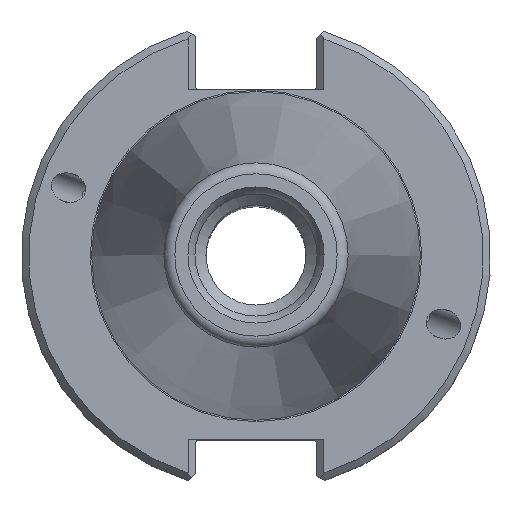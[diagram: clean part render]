
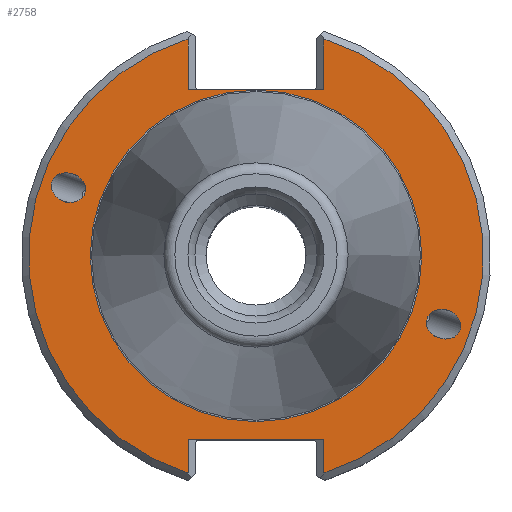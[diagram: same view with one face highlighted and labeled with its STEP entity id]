
A CAD part, top view. The second image highlights one B-rep face of the part: STEP entity #2758.
In plain terms, the highlighted planar face has unit normal (0, 0, 1).
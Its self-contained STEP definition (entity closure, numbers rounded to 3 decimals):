
#24=ELLIPSE('',#2943,2.381,1.95);
#25=ELLIPSE('',#2947,2.381,1.95);
#66=LINE('',#4318,#131);
#69=LINE('',#4329,#134);
#88=LINE('',#4415,#153);
#90=LINE('',#4431,#155);
#91=LINE('',#4433,#156);
#92=LINE('',#4435,#157);
#131=VECTOR('',#3353,1000.);
#134=VECTOR('',#3358,1000.);
#153=VECTOR('',#3409,1000.);
#155=VECTOR('',#3419,1000.);
#156=VECTOR('',#3420,1000.);
#157=VECTOR('',#3421,1000.);
#195=PLANE('',#2965);
#326=CIRCLE('',#2941,22.418);
#327=CIRCLE('',#2950,30.75);
#328=CIRCLE('',#2957,30.75);
#758=ORIENTED_EDGE('',*,*,#1028,.F.);
#759=ORIENTED_EDGE('',*,*,#1033,.T.);
#760=ORIENTED_EDGE('',*,*,#1027,.T.);
#761=ORIENTED_EDGE('',*,*,#1058,.F.);
#762=ORIENTED_EDGE('',*,*,#1023,.T.);
#763=ORIENTED_EDGE('',*,*,#1050,.T.);
#764=ORIENTED_EDGE('',*,*,#1063,.T.);
#765=ORIENTED_EDGE('',*,*,#1064,.F.);
#766=ORIENTED_EDGE('',*,*,#1065,.T.);
#767=ORIENTED_EDGE('',*,*,#1021,.F.);
#768=ORIENTED_EDGE('',*,*,#1020,.F.);
#1020=EDGE_CURVE('',#1235,#1235,#326,.T.);
#1021=EDGE_CURVE('',#1236,#1236,#24,.T.);
#1023=EDGE_CURVE('',#1238,#1237,#66,.T.);
#1027=EDGE_CURVE('',#1239,#1240,#69,.T.);
#1028=EDGE_CURVE('',#1241,#1241,#25,.T.);
#1033=EDGE_CURVE('',#1244,#1239,#327,.T.);
#1050=EDGE_CURVE('',#1237,#1255,#328,.T.);
#1058=EDGE_CURVE('',#1238,#1240,#88,.T.);
#1063=EDGE_CURVE('',#1255,#1262,#90,.T.);
#1064=EDGE_CURVE('',#1263,#1262,#91,.T.);
#1065=EDGE_CURVE('',#1263,#1244,#92,.T.);
#1235=VERTEX_POINT('',#4308);
#1236=VERTEX_POINT('',#4311);
#1237=VERTEX_POINT('',#4317);
#1238=VERTEX_POINT('',#4319);
#1239=VERTEX_POINT('',#4326);
#1240=VERTEX_POINT('',#4328);
#1241=VERTEX_POINT('',#4332);
#1244=VERTEX_POINT('',#4347);
#1255=VERTEX_POINT('',#4393);
#1262=VERTEX_POINT('',#4432);
#1263=VERTEX_POINT('',#4434);
#1530=EDGE_LOOP('',(#758));
#1531=EDGE_LOOP('',(#759,#760,#761,#762,#763,#764,#765,#766));
#1532=EDGE_LOOP('',(#767));
#1533=EDGE_LOOP('',(#768));
#1724=FACE_BOUND('',#1530,.T.);
#1725=FACE_BOUND('',#1531,.T.);
#1726=FACE_BOUND('',#1532,.T.);
#1727=FACE_BOUND('',#1533,.T.);
#2758=ADVANCED_FACE('',(#1724,#1725,#1726,#1727),#195,.T.);
#2941=AXIS2_PLACEMENT_3D('',#4307,#3345,#3346);
#2943=AXIS2_PLACEMENT_3D('',#4310,#3349,#3350);
#2947=AXIS2_PLACEMENT_3D('',#4331,#3361,#3362);
#2950=AXIS2_PLACEMENT_3D('',#4348,#3369,#3370);
#2957=AXIS2_PLACEMENT_3D('',#4394,#3395,#3396);
#2965=AXIS2_PLACEMENT_3D('',#4430,#3417,#3418);
#3345=DIRECTION('',(0.,0.,1.));
#3346=DIRECTION('',(1.,0.,0.));
#3349=DIRECTION('',(0.,0.,1.));
#3350=DIRECTION('',(-0.94,0.342,0.));
#3353=DIRECTION('',(0.,-1.,0.));
#3358=DIRECTION('',(0.,1.,0.));
#3361=DIRECTION('',(0.,0.,1.));
#3362=DIRECTION('',(0.94,-0.342,0.));
#3369=DIRECTION('',(0.,0.,1.));
#3370=DIRECTION('',(1.,0.,0.));
#3395=DIRECTION('',(0.,0.,1.));
#3396=DIRECTION('',(1.,0.,0.));
#3409=DIRECTION('',(-1.,0.,0.));
#3417=DIRECTION('',(0.,0.,1.));
#3418=DIRECTION('',(1.,0.,0.));
#3419=DIRECTION('',(0.,-1.,0.));
#3420=DIRECTION('',(1.,0.,0.));
#3421=DIRECTION('',(0.,1.,0.));
#4307=CARTESIAN_POINT('',(0.,0.,-3.17));
#4308=CARTESIAN_POINT('',(22.418,0.,-3.17));
#4310=CARTESIAN_POINT('',(25.372,-9.235,-3.17));
#4311=CARTESIAN_POINT('',(23.135,-8.42,-3.17));
#4317=CARTESIAN_POINT('',(9.19,-29.345,-3.17));
#4318=CARTESIAN_POINT('',(9.19,-30.831,-3.17));
#4319=CARTESIAN_POINT('',(9.19,-24.87,-3.17));
#4326=CARTESIAN_POINT('',(-9.19,-29.345,-3.17));
#4328=CARTESIAN_POINT('',(-9.19,-24.87,-3.17));
#4329=CARTESIAN_POINT('',(-9.19,-24.87,-3.17));
#4331=CARTESIAN_POINT('',(-25.372,9.235,-3.17));
#4332=CARTESIAN_POINT('',(-23.135,8.42,-3.17));
#4347=CARTESIAN_POINT('',(-9.19,29.345,-3.17));
#4348=CARTESIAN_POINT('',(0.,0.,-3.17));
#4393=CARTESIAN_POINT('',(9.19,29.345,-3.17));
#4394=CARTESIAN_POINT('',(0.,0.,-3.17));
#4415=CARTESIAN_POINT('',(8.19,-24.87,-3.17));
#4430=CARTESIAN_POINT('',(22.418,0.,-3.17));
#4431=CARTESIAN_POINT('',(9.19,22.46,-3.17));
#4432=CARTESIAN_POINT('',(9.19,22.46,-3.17));
#4433=CARTESIAN_POINT('',(-8.19,22.46,-3.17));
#4434=CARTESIAN_POINT('',(-9.19,22.46,-3.17));
#4435=CARTESIAN_POINT('',(-9.19,30.831,-3.17));
